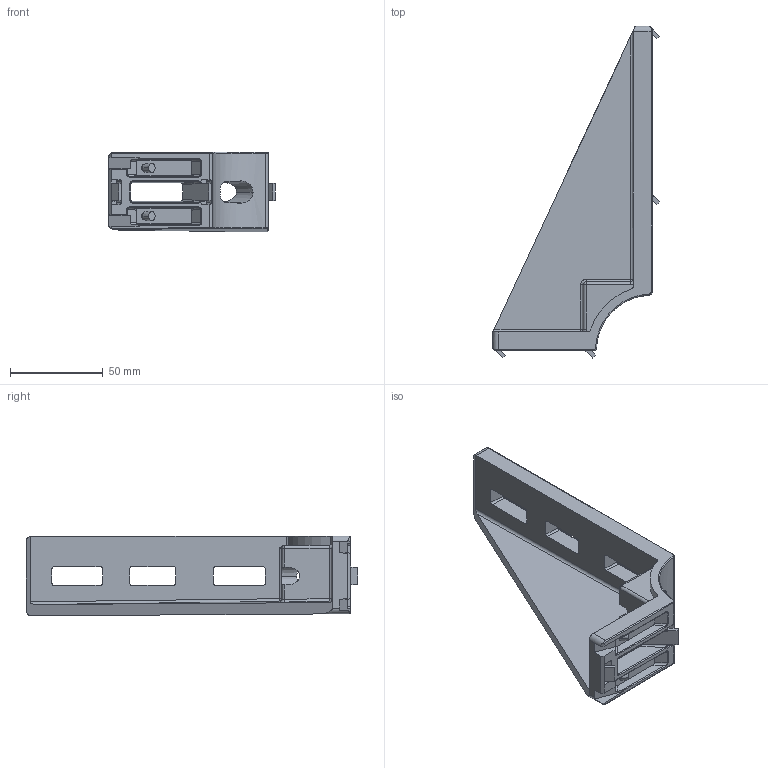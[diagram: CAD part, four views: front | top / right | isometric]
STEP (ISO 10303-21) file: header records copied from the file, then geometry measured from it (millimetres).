
FILE_DESCRIPTION (( 'STEP AP214' ), '1' );
FILE_NAME ('093w1751Ln10.STEP', '2014-08-20T10:07:49', ( '' ), ( '' ), 'SwSTEP 2.0', 'SolidWorks 2014', '' );
FILE_SCHEMA (( 'AUTOMOTIVE_DESIGN' ));
Length unit declared in the file: millimetre
Products named in the file (1): 093w1751Ln10
Bounding box: 90 x 179 x 42.98 mm (x, y, z)
Volume: 105708.6 mm3; surface area: 41430 mm2
Topology: 1 solids, 1 shells, 280 faces, 726 edges, 451 vertices
Faces by surface type: plane 111, cylinder 95, bspline 49, cone 15, torus 7, sphere 3
Entity records: 9520 total; most frequent: CARTESIAN_POINT 3347, ORIENTED_EDGE 1446, DIRECTION 1123, EDGE_CURVE 723, VERTEX_POINT 451, LINE 379, VECTOR 379, AXIS2_PLACEMENT_3D 372
